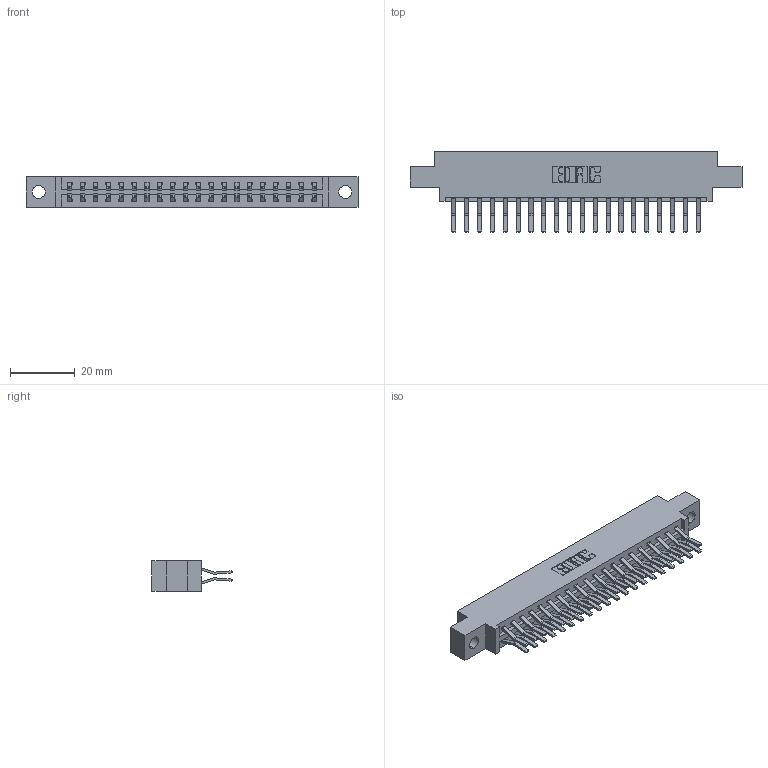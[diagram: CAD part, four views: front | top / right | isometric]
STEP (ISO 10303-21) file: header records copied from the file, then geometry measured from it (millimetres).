
FILE_DESCRIPTION (( 'STEP AP203' ), '1' );
FILE_NAME ('337-040-560-804.STEP', '2019-10-11T12:27:38', ( '' ), ( '' ), 'SwSTEP 2.0', 'SolidWorks 2016', '' );
FILE_SCHEMA (( 'CONFIG_CONTROL_DESIGN' ));
Length unit declared in the file: inch
Products named in the file (3): 337 Part_0.170 Offset - 0.156 Dia-TH; 337-040-560-804; 345-292-001_560 Tail
Assembly tree (41 placements, depth 2):
  337-040-560-804
    337 Part_0.170 Offset - 0.156 Dia-TH
    345-292-001_560 Tail  x40
Bounding box: 102.26 x 24.78 x 9.4 mm (x, y, z)
Volume: 10541 mm3; surface area: 12367 mm2
Topology: 41 solids, 41 shells, 2358 faces, 7003 edges, 4614 vertices
Faces by surface type: plane 1594, cylinder 764
Entity records: 18575 total; most frequent: CARTESIAN_POINT 3150, ORIENTED_EDGE 3086, DIRECTION 2723, EDGE_CURVE 1543, LINE 1411, VECTOR 1411, VERTEX_POINT 1026, AXIS2_PLACEMENT_3D 656
